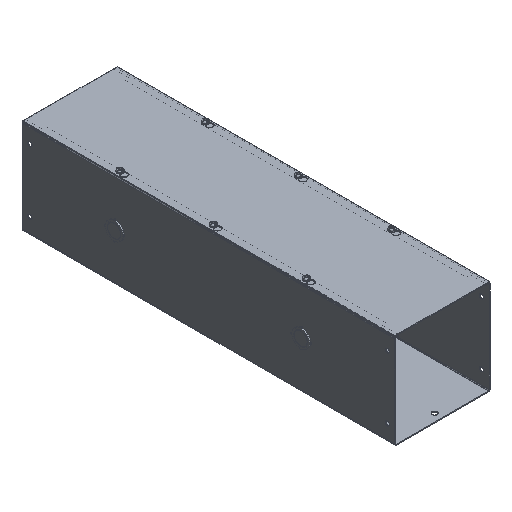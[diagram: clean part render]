
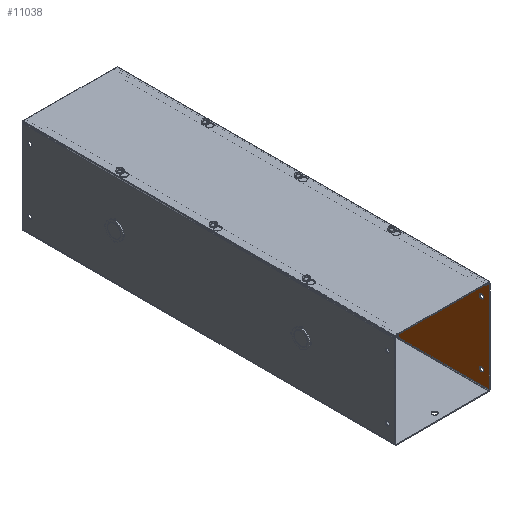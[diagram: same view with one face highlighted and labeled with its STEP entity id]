
A CAD part, isometric view. The second image highlights one B-rep face of the part: STEP entity #11038.
In plain terms, the highlighted planar face has unit normal (-1, 0, 0).
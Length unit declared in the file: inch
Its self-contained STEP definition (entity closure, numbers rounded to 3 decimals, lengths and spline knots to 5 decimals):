
#135 = CARTESIAN_POINT ( 'NONE',  ( 3., -11.5, 5.19 ) ) ;
#231 = EDGE_LOOP ( 'NONE', ( #7411, #11840 ) ) ;
#492 = DIRECTION ( 'NONE',  ( -1., 0., 0. ) ) ;
#539 = EDGE_CURVE ( 'NONE', #1798, #3614, #1225, .T. ) ;
#559 = ORIENTED_EDGE ( 'NONE', *, *, #3918, .T. ) ;
#596 = AXIS2_PLACEMENT_3D ( 'NONE', #6744, #7771, #2134 ) ;
#822 = DIRECTION ( 'NONE',  ( 1., 0., 0. ) ) ;
#879 = CARTESIAN_POINT ( 'NONE',  ( 3., 12., 0.086 ) ) ;
#890 = CARTESIAN_POINT ( 'NONE',  ( 3., 12., 0.086 ) ) ;
#1165 = DIRECTION ( 'NONE',  ( 0., 0., -1. ) ) ;
#1225 = CIRCLE ( 'NONE', #3287, 0.133 ) ;
#1325 = AXIS2_PLACEMENT_3D ( 'NONE', #1668, #492, #2941 ) ;
#1359 = AXIS2_PLACEMENT_3D ( 'NONE', #7699, #2344, #12411 ) ;
#1435 = EDGE_LOOP ( 'NONE', ( #12487, #7978 ) ) ;
#1563 = FACE_BOUND ( 'NONE', #231, .T. ) ;
#1587 = CARTESIAN_POINT ( 'NONE',  ( 3., -12., 5.971 ) ) ;
#1668 = CARTESIAN_POINT ( 'NONE',  ( 3., -11.5, 1. ) ) ;
#1750 = DIRECTION ( 'NONE',  ( -1., 0., 0. ) ) ;
#1770 = EDGE_CURVE ( 'NONE', #5069, #13705, #9301, .T. ) ;
#1798 = VERTEX_POINT ( 'NONE', #2524 ) ;
#1806 = CARTESIAN_POINT ( 'NONE',  ( 3., -11.5, 4.924 ) ) ;
#1912 = DIRECTION ( 'NONE',  ( 0., -1., 0. ) ) ;
#1913 = EDGE_CURVE ( 'NONE', #6230, #5134, #10207, .T. ) ;
#2134 = DIRECTION ( 'NONE',  ( 0., 0., -1. ) ) ;
#2344 = DIRECTION ( 'NONE',  ( -1., 0., 0. ) ) ;
#2497 = CIRCLE ( 'NONE', #1359, 0.133 ) ;
#2524 = CARTESIAN_POINT ( 'NONE',  ( 3., 11.5, 1.133 ) ) ;
#2631 = ORIENTED_EDGE ( 'NONE', *, *, #14164, .T. ) ;
#2812 = CARTESIAN_POINT ( 'NONE',  ( 3., 12., 0.057 ) ) ;
#2850 = VECTOR ( 'NONE', #4695, 39.37008 ) ;
#2941 = DIRECTION ( 'NONE',  ( 0., 0., -1. ) ) ;
#3177 = DIRECTION ( 'NONE',  ( -1., 0., 0. ) ) ;
#3227 = DIRECTION ( 'NONE',  ( -1., 0., 0. ) ) ;
#3287 = AXIS2_PLACEMENT_3D ( 'NONE', #12680, #1750, #3964 ) ;
#3409 = ORIENTED_EDGE ( 'NONE', *, *, #1913, .F. ) ;
#3614 = VERTEX_POINT ( 'NONE', #9709 ) ;
#3830 = EDGE_LOOP ( 'NONE', ( #10412, #4587 ) ) ;
#3918 = EDGE_CURVE ( 'NONE', #6230, #7049, #5927, .T. ) ;
#3964 = DIRECTION ( 'NONE',  ( 0., 0., -1. ) ) ;
#3972 = CIRCLE ( 'NONE', #5060, 0.133 ) ;
#4321 = VERTEX_POINT ( 'NONE', #12950 ) ;
#4341 = CARTESIAN_POINT ( 'NONE',  ( 3., -12., 0.057 ) ) ;
#4535 = DIRECTION ( 'NONE',  ( 0., 0., -1. ) ) ;
#4542 = ORIENTED_EDGE ( 'NONE', *, *, #1770, .F. ) ;
#4587 = ORIENTED_EDGE ( 'NONE', *, *, #13752, .F. ) ;
#4629 = DIRECTION ( 'NONE',  ( -1., 0., 0. ) ) ;
#4695 = DIRECTION ( 'NONE',  ( 0., 0., -1. ) ) ;
#4889 = AXIS2_PLACEMENT_3D ( 'NONE', #11074, #3177, #1165 ) ;
#5060 = AXIS2_PLACEMENT_3D ( 'NONE', #9748, #3227, #7639 ) ;
#5069 = VERTEX_POINT ( 'NONE', #135 ) ;
#5134 = VERTEX_POINT ( 'NONE', #1587 ) ;
#5443 = ORIENTED_EDGE ( 'NONE', *, *, #6009, .T. ) ;
#5927 = LINE ( 'NONE', #2812, #2850 ) ;
#6009 = EDGE_CURVE ( 'NONE', #4321, #5134, #14358, .T. ) ;
#6230 = VERTEX_POINT ( 'NONE', #14335 ) ;
#6414 = EDGE_CURVE ( 'NONE', #11231, #11898, #10317, .T. ) ;
#6603 = CARTESIAN_POINT ( 'NONE',  ( 3., 11.5, 4.924 ) ) ;
#6703 = EDGE_CURVE ( 'NONE', #3614, #1798, #6828, .T. ) ;
#6744 = CARTESIAN_POINT ( 'NONE',  ( 3., 11.5, 1. ) ) ;
#6781 = CARTESIAN_POINT ( 'NONE',  ( 3., 11.5, 5.057 ) ) ;
#6828 = CIRCLE ( 'NONE', #596, 0.133 ) ;
#6844 = CIRCLE ( 'NONE', #1325, 0.133 ) ;
#6917 = DIRECTION ( 'NONE',  ( -1., 0., 0. ) ) ;
#7049 = VERTEX_POINT ( 'NONE', #879 ) ;
#7175 = FACE_OUTER_BOUND ( 'NONE', #9922, .T. ) ;
#7316 = FACE_BOUND ( 'NONE', #1435, .T. ) ;
#7404 = CARTESIAN_POINT ( 'NONE',  ( 3., -11.5, 0.867 ) ) ;
#7411 = ORIENTED_EDGE ( 'NONE', *, *, #6703, .F. ) ;
#7639 = DIRECTION ( 'NONE',  ( 0., 0., -1. ) ) ;
#7699 = CARTESIAN_POINT ( 'NONE',  ( 3., 11.5, 5.057 ) ) ;
#7771 = DIRECTION ( 'NONE',  ( -1., 0., 0. ) ) ;
#7812 = CARTESIAN_POINT ( 'NONE',  ( 3., -12., 5.971 ) ) ;
#7883 = DIRECTION ( 'NONE',  ( 0., -1., 0. ) ) ;
#7963 = EDGE_CURVE ( 'NONE', #10740, #12955, #3972, .T. ) ;
#7978 = ORIENTED_EDGE ( 'NONE', *, *, #11229, .F. ) ;
#9215 = CIRCLE ( 'NONE', #14317, 0.133 ) ;
#9301 = CIRCLE ( 'NONE', #4889, 0.133 ) ;
#9590 = CARTESIAN_POINT ( 'NONE',  ( 3., 11.5, 5.19 ) ) ;
#9709 = CARTESIAN_POINT ( 'NONE',  ( 3., 11.5, 0.867 ) ) ;
#9748 = CARTESIAN_POINT ( 'NONE',  ( 3., -11.5, 1. ) ) ;
#9922 = EDGE_LOOP ( 'NONE', ( #559, #2631, #5443, #3409 ) ) ;
#10207 = LINE ( 'NONE', #7812, #13942 ) ;
#10299 = DIRECTION ( 'NONE',  ( 0., 0., -1. ) ) ;
#10317 = CIRCLE ( 'NONE', #12165, 0.133 ) ;
#10412 = ORIENTED_EDGE ( 'NONE', *, *, #7963, .F. ) ;
#10438 = CARTESIAN_POINT ( 'NONE',  ( 3., -11.5, 5.057 ) ) ;
#10740 = VERTEX_POINT ( 'NONE', #7404 ) ;
#10806 = DIRECTION ( 'NONE',  ( 0., 0., -1. ) ) ;
#10840 = AXIS2_PLACEMENT_3D ( 'NONE', #10881, #822, #10806 ) ;
#10876 = LINE ( 'NONE', #890, #13827 ) ;
#10881 = CARTESIAN_POINT ( 'NONE',  ( 3., -12., 0.047 ) ) ;
#10942 = DIRECTION ( 'NONE',  ( 0., 0., 1. ) ) ;
#10979 = EDGE_LOOP ( 'NONE', ( #11906, #4542 ) ) ;
#11038 = ADVANCED_FACE ( 'NONE', ( #7175, #11469, #11610, #1563, #7316 ), #14084, .F. ) ;
#11074 = CARTESIAN_POINT ( 'NONE',  ( 3., -11.5, 5.057 ) ) ;
#11229 = EDGE_CURVE ( 'NONE', #11898, #11231, #2497, .T. ) ;
#11231 = VERTEX_POINT ( 'NONE', #6603 ) ;
#11445 = VECTOR ( 'NONE', #10942, 39.37008 ) ;
#11469 = FACE_BOUND ( 'NONE', #3830, .T. ) ;
#11573 = CARTESIAN_POINT ( 'NONE',  ( 3., -11.5, 1.133 ) ) ;
#11610 = FACE_BOUND ( 'NONE', #10979, .T. ) ;
#11840 = ORIENTED_EDGE ( 'NONE', *, *, #539, .F. ) ;
#11898 = VERTEX_POINT ( 'NONE', #9590 ) ;
#11906 = ORIENTED_EDGE ( 'NONE', *, *, #13286, .F. ) ;
#12165 = AXIS2_PLACEMENT_3D ( 'NONE', #6781, #6917, #4535 ) ;
#12411 = DIRECTION ( 'NONE',  ( 0., 0., -1. ) ) ;
#12487 = ORIENTED_EDGE ( 'NONE', *, *, #6414, .F. ) ;
#12680 = CARTESIAN_POINT ( 'NONE',  ( 3., 11.5, 1. ) ) ;
#12950 = CARTESIAN_POINT ( 'NONE',  ( 3., -12., 0.086 ) ) ;
#12955 = VERTEX_POINT ( 'NONE', #11573 ) ;
#13286 = EDGE_CURVE ( 'NONE', #13705, #5069, #9215, .T. ) ;
#13705 = VERTEX_POINT ( 'NONE', #1806 ) ;
#13752 = EDGE_CURVE ( 'NONE', #12955, #10740, #6844, .T. ) ;
#13827 = VECTOR ( 'NONE', #1912, 39.37008 ) ;
#13942 = VECTOR ( 'NONE', #7883, 39.37008 ) ;
#14084 = PLANE ( 'NONE',  #10840 ) ;
#14164 = EDGE_CURVE ( 'NONE', #7049, #4321, #10876, .T. ) ;
#14317 = AXIS2_PLACEMENT_3D ( 'NONE', #10438, #4629, #10299 ) ;
#14335 = CARTESIAN_POINT ( 'NONE',  ( 3., 12., 5.971 ) ) ;
#14358 = LINE ( 'NONE', #4341, #11445 ) ;
